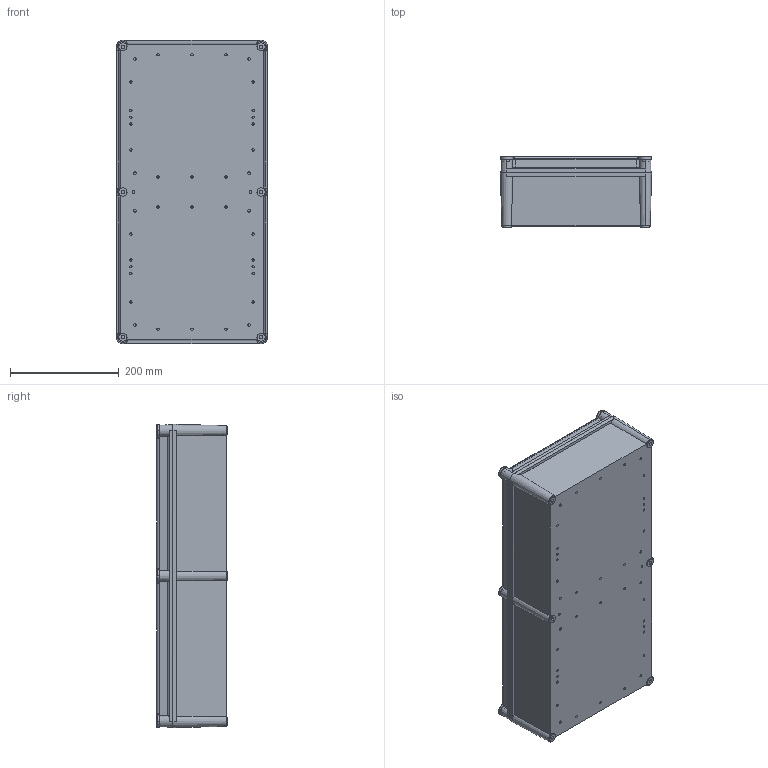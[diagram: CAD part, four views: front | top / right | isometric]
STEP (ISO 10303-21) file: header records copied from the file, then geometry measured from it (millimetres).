
FILE_DESCRIPTION (( 'STEP AP214' ), '1' );
FILE_NAME ('5330064_FIBOX_Solid_PC5628_13T.STEP', '2022-12-21T09:05:23', ( 'fiboxadmin' ), ( '' ), 'SwSTEP 2.0', 'SolidWorks 2021', '' );
FILE_SCHEMA (( 'AUTOMOTIVE_DESIGN' ));
Length unit declared in the file: millimetre
Products named in the file (4): Fibox_Solid_5628_B; 5330064_FIBOX_Solid_PC5628_13T; FIBOX_EKT30C; CS 10256 Cross head screw
Assembly tree (8 placements, depth 2):
  5330064_FIBOX_Solid_PC5628_13T
    Fibox_Solid_5628_B
    FIBOX_EKT30C
    CS 10256 Cross head screw  x6
Bounding box: 278 x 130 x 558 mm (x, y, z)
Volume: 1896516.2 mm3; surface area: 1072952.4 mm2
Topology: 8 solids, 8 shells, 1714 faces, 4358 edges, 2772 vertices
Faces by surface type: plane 997, cylinder 480, cone 151, bspline 72, torus 14
Entity records: 35878 total; most frequent: CARTESIAN_POINT 7630, DIRECTION 5603, ORIENTED_EDGE 5416, EDGE_CURVE 2708, AXIS2_PLACEMENT_3D 2028, VERTEX_POINT 1757, VECTOR 1547, LINE 1547
